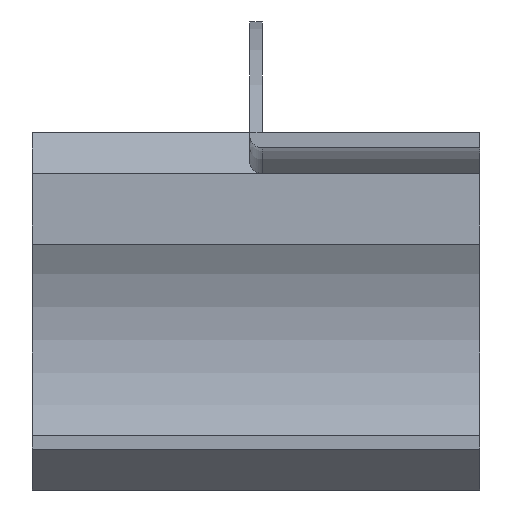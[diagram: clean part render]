
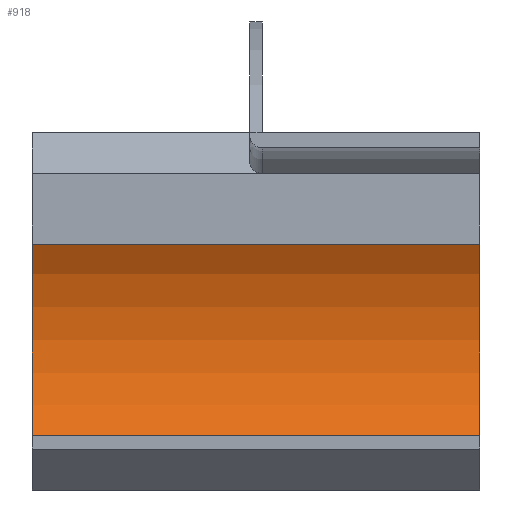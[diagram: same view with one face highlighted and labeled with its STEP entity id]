
A CAD part, left-side view. The second image highlights one B-rep face of the part: STEP entity #918.
In plain terms, the highlighted cylindrical face has radius 47.625 mm (diameter 95.25 mm), a partial arc.
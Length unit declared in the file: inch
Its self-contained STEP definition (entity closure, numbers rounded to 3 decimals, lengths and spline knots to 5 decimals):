
#16 = CARTESIAN_POINT ( 'NONE',  ( -2.425, 4.01476, 0.93541 ) ) ;
#40 = LINE ( 'NONE', #449, #982 ) ;
#118 = DIRECTION ( 'NONE',  ( 0., 0., 1. ) ) ;
#123 = AXIS2_PLACEMENT_3D ( 'NONE', #736, #719, #118 ) ;
#132 = DIRECTION ( 'NONE',  ( 0., -1., 0. ) ) ;
#137 = EDGE_LOOP ( 'NONE', ( #544, #415, #584, #964 ) ) ;
#206 = AXIS2_PLACEMENT_3D ( 'NONE', #966, #881, #496 ) ;
#317 = CIRCLE ( 'NONE', #123, 1.875 ) ;
#413 = EDGE_CURVE ( 'NONE', #504, #562, #495, .T. ) ;
#415 = ORIENTED_EDGE ( 'NONE', *, *, #413, .F. ) ;
#449 = CARTESIAN_POINT ( 'NONE',  ( -2.425, 4.01476, -0.93541 ) ) ;
#491 = CYLINDRICAL_SURFACE ( 'NONE', #206, 1.875 ) ;
#495 = CIRCLE ( 'NONE', #955, 1.875 ) ;
#496 = DIRECTION ( 'NONE',  ( 0., 0., -1. ) ) ;
#504 = VERTEX_POINT ( 'NONE', #818 ) ;
#537 = DIRECTION ( 'NONE',  ( 0., 1., 0. ) ) ;
#544 = ORIENTED_EDGE ( 'NONE', *, *, #935, .T. ) ;
#562 = VERTEX_POINT ( 'NONE', #888 ) ;
#584 = ORIENTED_EDGE ( 'NONE', *, *, #844, .F. ) ;
#609 = CARTESIAN_POINT ( 'NONE',  ( -4.05, -0.36024, 0. ) ) ;
#662 = LINE ( 'NONE', #16, #842 ) ;
#685 = VERTEX_POINT ( 'NONE', #857 ) ;
#688 = DIRECTION ( 'NONE',  ( 0., 0., 1. ) ) ;
#719 = DIRECTION ( 'NONE',  ( 0., 1., 0. ) ) ;
#728 = FACE_OUTER_BOUND ( 'NONE', #137, .T. ) ;
#732 = DIRECTION ( 'NONE',  ( 0., -1., 0. ) ) ;
#736 = CARTESIAN_POINT ( 'NONE',  ( -4.05, 4.01476, 0. ) ) ;
#790 = CARTESIAN_POINT ( 'NONE',  ( -2.425, 4.01476, -0.93541 ) ) ;
#818 = CARTESIAN_POINT ( 'NONE',  ( -2.425, -0.36024, 0.93541 ) ) ;
#841 = VERTEX_POINT ( 'NONE', #790 ) ;
#842 = VECTOR ( 'NONE', #732, 39.37008 ) ;
#844 = EDGE_CURVE ( 'NONE', #685, #504, #662, .T. ) ;
#857 = CARTESIAN_POINT ( 'NONE',  ( -2.425, 4.01476, 0.93541 ) ) ;
#881 = DIRECTION ( 'NONE',  ( 0., -1., 0. ) ) ;
#888 = CARTESIAN_POINT ( 'NONE',  ( -2.425, -0.36024, -0.93541 ) ) ;
#890 = EDGE_CURVE ( 'NONE', #685, #841, #317, .T. ) ;
#918 = ADVANCED_FACE ( 'NONE', ( #728 ), #491, .F. ) ;
#935 = EDGE_CURVE ( 'NONE', #841, #562, #40, .T. ) ;
#955 = AXIS2_PLACEMENT_3D ( 'NONE', #609, #537, #688 ) ;
#964 = ORIENTED_EDGE ( 'NONE', *, *, #890, .T. ) ;
#966 = CARTESIAN_POINT ( 'NONE',  ( -4.05, 4.01476, 0. ) ) ;
#982 = VECTOR ( 'NONE', #132, 39.37008 ) ;
